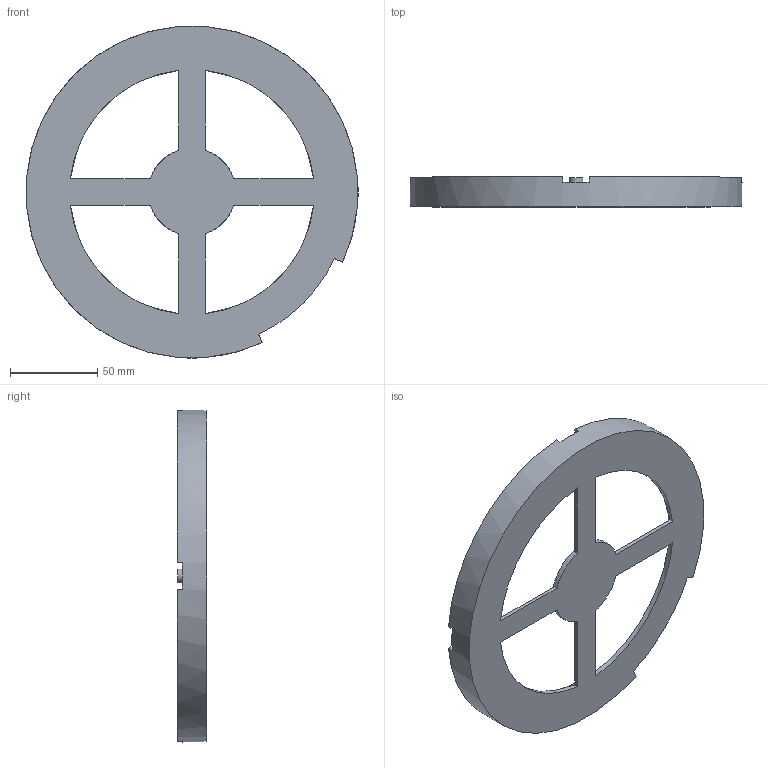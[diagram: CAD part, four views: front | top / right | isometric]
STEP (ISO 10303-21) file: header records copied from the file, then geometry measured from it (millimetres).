
FILE_DESCRIPTION(/* description */ (''),/* implementation_level */ '2;1');
FILE_NAME(/* name */ 'turntable_V3_base.step',/* time_stamp */ '2021-02-13T18:03:06+11:00',/* author */ (''),/* organization */ (''),/* preprocessor_version */ 'ST-DEVELOPER v18.1',/* originating_system */ 'Autodesk Translation Framework v9.7.0.1280',/* authorisation */ '');
FILE_SCHEMA (('AUTOMOTIVE_DESIGN { 1 0 10303 214 3 1 1 }'));
Length unit declared in the file: millimetre
Products named in the file (2): manual-parts; Revision2
Assembly tree (1 placements, depth 2):
  manual-parts
    Revision2
Bounding box: 189.93 x 17 x 189.93 mm (x, y, z)
Volume: 69162.6 mm3; surface area: 54903.2 mm2
Topology: 1 solids, 1 shells, 51 faces, 144 edges, 96 vertices
Faces by surface type: plane 35, cylinder 15, cone 1
Full cylindrical faces by diameter (mm): 8 x1, 11 x1, 25 x1, 29.2 x1, 50 x1, 140 x1
Entity records: 1763 total; most frequent: DIRECTION 307, CARTESIAN_POINT 294, ORIENTED_EDGE 288, EDGE_CURVE 144, AXIS2_PLACEMENT_3D 109, VERTEX_POINT 96, LINE 89, VECTOR 89
